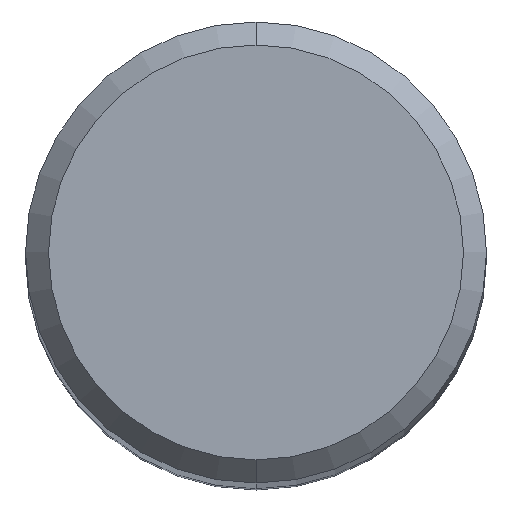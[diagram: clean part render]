
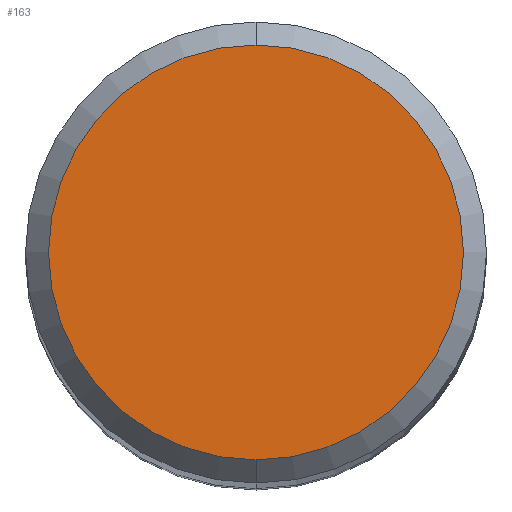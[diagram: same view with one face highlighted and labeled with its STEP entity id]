
A CAD part, top view. The second image highlights one B-rep face of the part: STEP entity #163.
In plain terms, the highlighted planar face has unit normal (0, 0, 1).
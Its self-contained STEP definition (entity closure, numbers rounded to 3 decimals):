
#163=ADVANCED_FACE('',(#438),#439,.T.);
#195=EDGE_CURVE('',#327,#363,#474,.T.);
#233=EDGE_CURVE('',#363,#327,#517,.T.);
#327=VERTEX_POINT('',#620);
#363=VERTEX_POINT('',#658);
#438=FACE_OUTER_BOUND('',#733,.T.);
#439=PLANE('',#734);
#474=CIRCLE('',#815,5.4);
#517=CIRCLE('',#956,5.4);
#620=CARTESIAN_POINT('',(0.0,5.4,0.0));
#658=CARTESIAN_POINT('',(0.,-5.4,0.0));
#733=EDGE_LOOP('',(#1379,#1380));
#734=AXIS2_PLACEMENT_3D('',#1381,#1382,#1383);
#815=AXIS2_PLACEMENT_3D('',#1414,#1415,#1416);
#956=AXIS2_PLACEMENT_3D('',#1463,#1464,#1465);
#1379=ORIENTED_EDGE('',*,*,#195,.F.);
#1380=ORIENTED_EDGE('',*,*,#233,.F.);
#1381=CARTESIAN_POINT('',(0.0,2.7,0.0));
#1382=DIRECTION('',(-0.0,0.0,1.0));
#1383=DIRECTION('',(0.0,-1.0,0.0));
#1414=CARTESIAN_POINT('',(0.0,0.0,0.0));
#1415=DIRECTION('',(0.0,0.0,-1.0));
#1416=DIRECTION('',(0.0,1.0,0.0));
#1463=CARTESIAN_POINT('',(0.0,0.0,0.0));
#1464=DIRECTION('',(0.0,0.0,-1.0));
#1465=DIRECTION('',(0.0,1.0,0.0));
